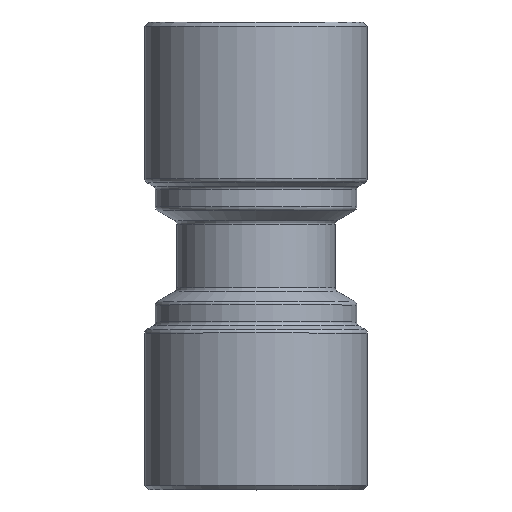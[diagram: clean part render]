
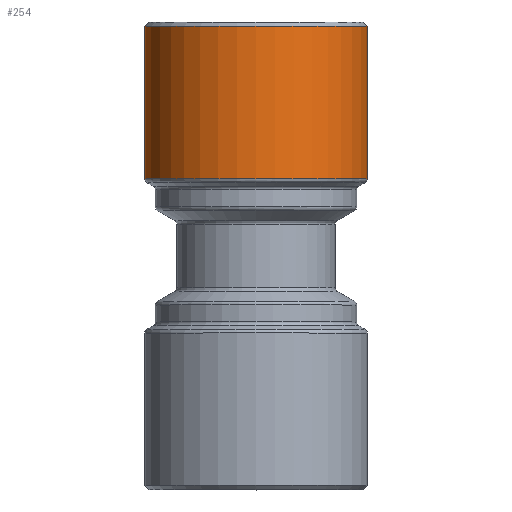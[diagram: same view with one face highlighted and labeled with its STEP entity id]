
A CAD part, top view. The second image highlights one B-rep face of the part: STEP entity #254.
In plain terms, the highlighted cylindrical face has radius 13 mm (diameter 26 mm), a full revolution.
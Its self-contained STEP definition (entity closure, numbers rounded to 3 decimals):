
#254 = ADVANCED_FACE( 'NONE', ( #804, #805 ), #806, .T. );
#804 = FACE_OUTER_BOUND( '', #3823, .T. );
#805 = FACE_OUTER_BOUND( '', #3824, .T. );
#806 = CYLINDRICAL_SURFACE( '', #3825, 13. );
#3823 = EDGE_LOOP( '', ( #6928 ) );
#3824 = EDGE_LOOP( '', ( #6929 ) );
#3825 = AXIS2_PLACEMENT_3D( '', #6930, #6931, #6932 );
#6928 = ORIENTED_EDGE( '', *, *, #8336, .T. );
#6929 = ORIENTED_EDGE( '', *, *, #8138, .T. );
#6930 = CARTESIAN_POINT( '', ( 0., 0., 0. ) );
#6931 = DIRECTION( '', ( 0., 1., 0. ) );
#6932 = DIRECTION( '', ( 0., 0., -1. ) );
#8138 = EDGE_CURVE( 'NONE', #9138, #9138, #9139, .T. );
#8336 = EDGE_CURVE( 'NONE', #9486, #9486, #9487, .T. );
#9138 = VERTEX_POINT( '', #11816 );
#9139 = CIRCLE( '', #11817, 13. );
#9486 = VERTEX_POINT( '', #12958 );
#9487 = CIRCLE( '', #12959, 13. );
#11816 = CARTESIAN_POINT( '', ( 0., 26.8, -13. ) );
#11817 = AXIS2_PLACEMENT_3D( '', #15840, #15841, #15842 );
#12958 = CARTESIAN_POINT( '', ( 0., 9.01, 13. ) );
#12959 = AXIS2_PLACEMENT_3D( '', #16029, #16030, #16031 );
#15840 = CARTESIAN_POINT( '', ( 0., 26.8, 0. ) );
#15841 = DIRECTION( '', ( 0., -1., 0. ) );
#15842 = DIRECTION( '', ( 0., 0., -1. ) );
#16029 = CARTESIAN_POINT( '', ( 0., 9.01, 0. ) );
#16030 = DIRECTION( '', ( 0., 1., 0. ) );
#16031 = DIRECTION( '', ( 0., 0., 1. ) );
